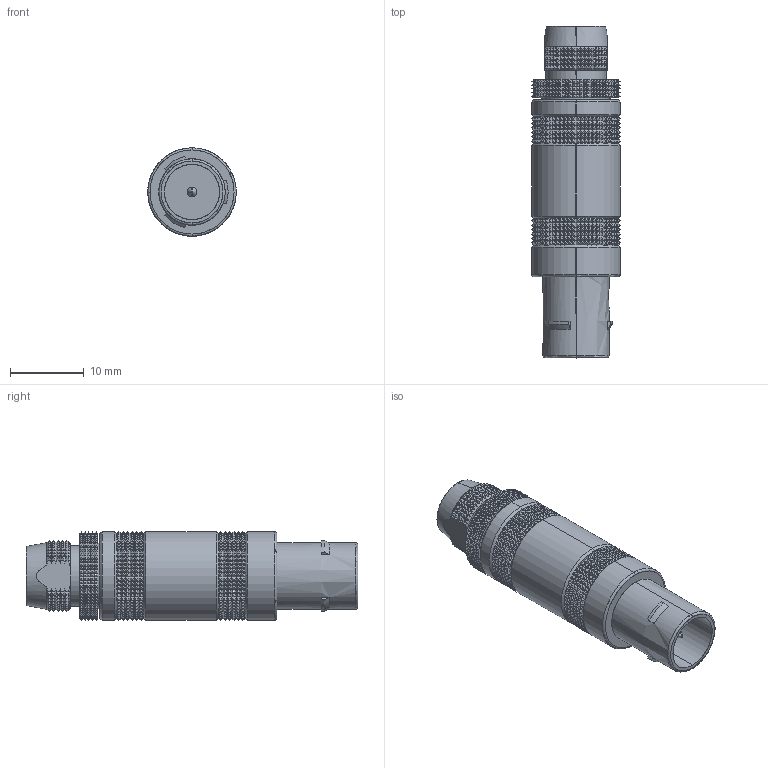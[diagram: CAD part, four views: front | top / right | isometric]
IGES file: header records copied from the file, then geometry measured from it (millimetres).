
Start section: SolidWorks IGES file using analytic representation for surfaces
Global section: file name: 23683-01-A.IGS; native system: SolidWorks 2016; preprocessor: SolidWorks 2016; author: lee sanders; date: 180424.100016; units: millimetre
Bounding box: 12 x 45 x 12 mm (x, y, z)
Surface area: 2302 mm2 (no closed solid volume)
Topology: 0 solids, 0 shells, 3163 faces, 16546 edges, 16546 vertices
Faces by surface type: revolution 2351, bspline 812
